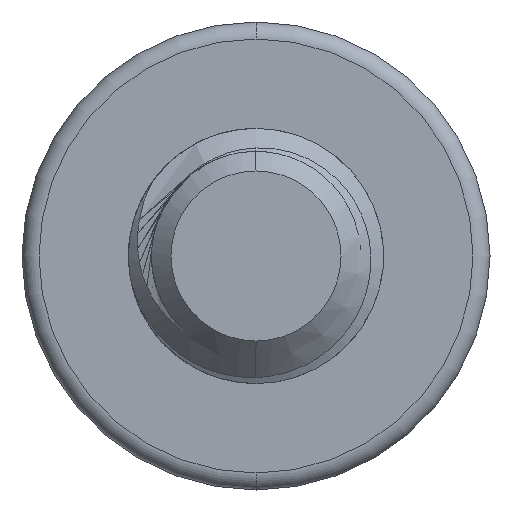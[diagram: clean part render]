
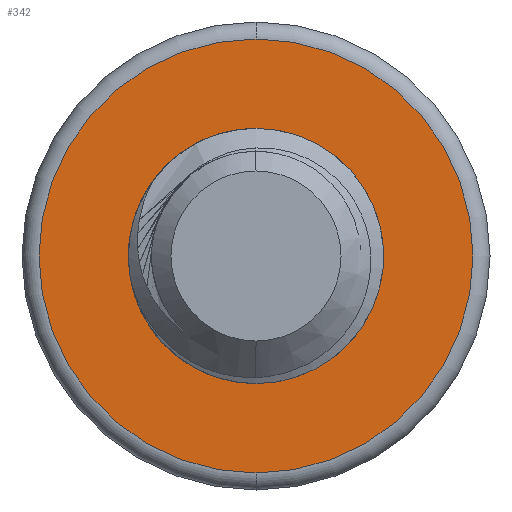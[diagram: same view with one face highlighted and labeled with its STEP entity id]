
A CAD part, front view. The second image highlights one B-rep face of the part: STEP entity #342.
In plain terms, the highlighted planar face has unit normal (0, -1, 0).
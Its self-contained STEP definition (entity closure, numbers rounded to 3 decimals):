
#290 = EDGE_CURVE ( 'NONE', #7375, #1157, #2249, .T. ) ;
#342 = ADVANCED_FACE ( 'NONE', ( #2919, #3602 ), #7131, .F. ) ;
#384 = CARTESIAN_POINT ( 'NONE',  ( 0., 40., -2.55 ) ) ;
#595 = CIRCLE ( 'NONE', #5639, 1.5 ) ;
#828 = AXIS2_PLACEMENT_3D ( 'NONE', #5548, #6361, #5781 ) ;
#1109 = ORIENTED_EDGE ( 'NONE', *, *, #3952, .T. ) ;
#1157 = VERTEX_POINT ( 'NONE', #5306 ) ;
#1322 = CARTESIAN_POINT ( 'NONE',  ( 0., 40., -1.5 ) ) ;
#1820 = EDGE_LOOP ( 'NONE', ( #8629, #1109 ) ) ;
#1875 = CIRCLE ( 'NONE', #5350, 2.55 ) ;
#2235 = DIRECTION ( 'NONE',  ( 0., 1., 0. ) ) ;
#2249 = CIRCLE ( 'NONE', #828, 1.5 ) ;
#2397 = DIRECTION ( 'NONE',  ( 0., 0., 1. ) ) ;
#2443 = ORIENTED_EDGE ( 'NONE', *, *, #290, .T. ) ;
#2568 = VERTEX_POINT ( 'NONE', #3630 ) ;
#2638 = EDGE_LOOP ( 'NONE', ( #2443, #5221 ) ) ;
#2919 = FACE_OUTER_BOUND ( 'NONE', #1820, .T. ) ;
#2946 = VERTEX_POINT ( 'NONE', #384 ) ;
#3006 = DIRECTION ( 'NONE',  ( 0., 0., 1. ) ) ;
#3243 = CARTESIAN_POINT ( 'NONE',  ( 0., 40., 0. ) ) ;
#3438 = DIRECTION ( 'NONE',  ( 0., 0., 1. ) ) ;
#3602 = FACE_BOUND ( 'NONE', #2638, .T. ) ;
#3630 = CARTESIAN_POINT ( 'NONE',  ( 0., 40., 2.55 ) ) ;
#3952 = EDGE_CURVE ( 'NONE', #2946, #2568, #1875, .T. ) ;
#4039 = CARTESIAN_POINT ( 'NONE',  ( 0., 40., 0. ) ) ;
#4662 = DIRECTION ( 'NONE',  ( 0., 1., 0. ) ) ;
#4797 = EDGE_CURVE ( 'NONE', #1157, #7375, #595, .T. ) ;
#5171 = DIRECTION ( 'NONE',  ( 0., -1., 0. ) ) ;
#5221 = ORIENTED_EDGE ( 'NONE', *, *, #4797, .T. ) ;
#5306 = CARTESIAN_POINT ( 'NONE',  ( 0., 40., 1.5 ) ) ;
#5350 = AXIS2_PLACEMENT_3D ( 'NONE', #6666, #5171, #2397 ) ;
#5548 = CARTESIAN_POINT ( 'NONE',  ( 0., 40., 0. ) ) ;
#5639 = AXIS2_PLACEMENT_3D ( 'NONE', #3243, #4662, #8128 ) ;
#5781 = DIRECTION ( 'NONE',  ( 0., 0., 1. ) ) ;
#6361 = DIRECTION ( 'NONE',  ( 0., 1., 0. ) ) ;
#6666 = CARTESIAN_POINT ( 'NONE',  ( 0., 40., 0. ) ) ;
#6776 = EDGE_CURVE ( 'NONE', #2568, #2946, #7488, .T. ) ;
#7039 = CARTESIAN_POINT ( 'NONE',  ( 0., 40., 0. ) ) ;
#7131 = PLANE ( 'NONE',  #7595 ) ;
#7375 = VERTEX_POINT ( 'NONE', #1322 ) ;
#7488 = CIRCLE ( 'NONE', #7635, 2.55 ) ;
#7595 = AXIS2_PLACEMENT_3D ( 'NONE', #7039, #2235, #3006 ) ;
#7635 = AXIS2_PLACEMENT_3D ( 'NONE', #4039, #7645, #3438 ) ;
#7645 = DIRECTION ( 'NONE',  ( 0., -1., 0. ) ) ;
#8128 = DIRECTION ( 'NONE',  ( 0., 0., 1. ) ) ;
#8629 = ORIENTED_EDGE ( 'NONE', *, *, #6776, .T. ) ;
